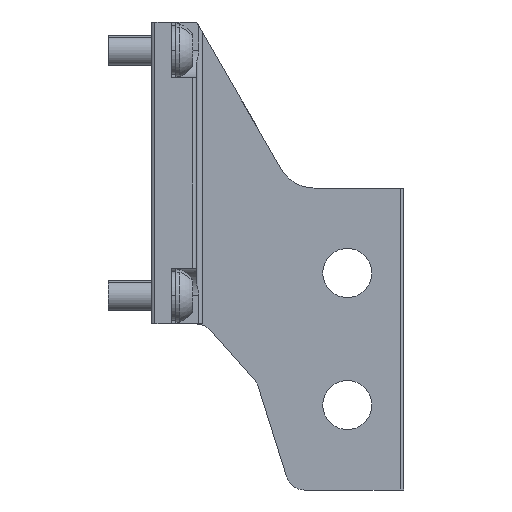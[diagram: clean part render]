
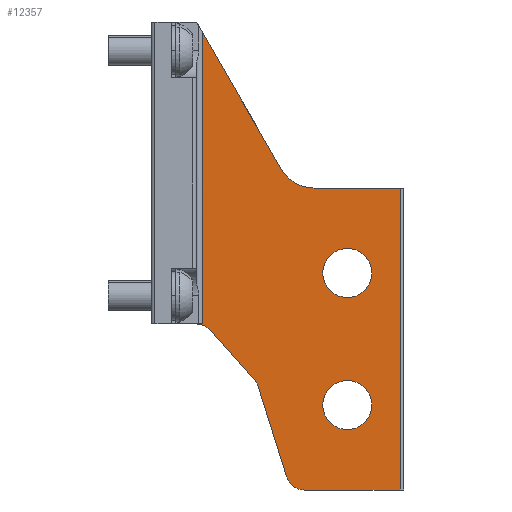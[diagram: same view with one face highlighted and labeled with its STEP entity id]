
A CAD part, left-side view. The second image highlights one B-rep face of the part: STEP entity #12357.
In plain terms, the highlighted planar face has unit normal (-1, 0, 0).
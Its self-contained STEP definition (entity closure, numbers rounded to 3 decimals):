
#10441=CARTESIAN_POINT('Axis2P3D Location',(-343.,-2.,27.)) ;
#10445=CARTESIAN_POINT('Vertex',(-343.,-2.,32.)) ;
#10447=CARTESIAN_POINT('Vertex',(-343.,-5.745,30.313)) ;
#10651=CARTESIAN_POINT('Axis2P3D Location',(-343.,-33.177,78.)) ;
#10655=CARTESIAN_POINT('Vertex',(-343.,-33.177,68.)) ;
#10657=CARTESIAN_POINT('Vertex',(-343.,-24.517,73.)) ;
#10712=CARTESIAN_POINT('Line Origine',(-343.,-44.588,68.)) ;
#10716=CARTESIAN_POINT('Vertex',(-343.,-56.,68.)) ;
#10738=CARTESIAN_POINT('Line Origine',(-343.,-56.,28.)) ;
#10742=CARTESIAN_POINT('Vertex',(-343.,-56.,-12.)) ;
#10769=CARTESIAN_POINT('Axis2P3D Location',(-343.,-42.,10.5)) ;
#10773=CARTESIAN_POINT('Vertex',(-343.,-42.,17.)) ;
#10775=CARTESIAN_POINT('Vertex',(-343.,-42.,4.)) ;
#10804=CARTESIAN_POINT('Axis2P3D Location',(-343.,-42.,10.5)) ;
#10826=CARTESIAN_POINT('Axis2P3D Location',(-343.,-42.,45.5)) ;
#10830=CARTESIAN_POINT('Vertex',(-343.,-42.,39.)) ;
#10832=CARTESIAN_POINT('Vertex',(-343.,-42.,52.)) ;
#10861=CARTESIAN_POINT('Axis2P3D Location',(-343.,-42.,45.5)) ;
#11378=CARTESIAN_POINT('Line Origine',(-343.,-43.333,-12.)) ;
#11382=CARTESIAN_POINT('Vertex',(-343.,-30.666,-12.)) ;
#11411=CARTESIAN_POINT('Axis2P3D Location',(-343.,-30.666,-7.)) ;
#11415=CARTESIAN_POINT('Vertex',(-343.,-25.898,-8.504)) ;
#11604=CARTESIAN_POINT('Line Origine',(-343.,-11.541,23.762)) ;
#11608=CARTESIAN_POINT('Vertex',(-343.,-17.336,17.211)) ;
#11628=CARTESIAN_POINT('Line Origine',(-343.,-22.129,3.449)) ;
#11632=CARTESIAN_POINT('Vertex',(-343.,-18.36,15.402)) ;
#11652=CARTESIAN_POINT('Axis2P3D Location',(-343.,-13.591,13.898)) ;
#12179=CARTESIAN_POINT('Line Origine',(-343.,-2.75,32.)) ;
#12183=CARTESIAN_POINT('Vertex',(-343.,-3.5,32.)) ;
#12306=CARTESIAN_POINT('Vertex',(-343.,-3.5,109.402)) ;
#12309=CARTESIAN_POINT('Line Origine',(-343.,-14.008,91.201)) ;
#12325=CARTESIAN_POINT('Axis2P3D Location',(-343.,-2.,112.)) ;
#12330=CARTESIAN_POINT('Line Origine',(-343.,-3.5,70.701)) ;
#10442=DIRECTION('Axis2P3D Direction',(-1.,0.,0.)) ;
#10652=DIRECTION('Axis2P3D Direction',(-1.,0.,0.)) ;
#10713=DIRECTION('Vector Direction',(0.,1.,0.)) ;
#10739=DIRECTION('Vector Direction',(0.,0.,-1.)) ;
#10770=DIRECTION('Axis2P3D Direction',(-1.,0.,0.)) ;
#10805=DIRECTION('Axis2P3D Direction',(-1.,0.,0.)) ;
#10827=DIRECTION('Axis2P3D Direction',(-1.,0.,0.)) ;
#10862=DIRECTION('Axis2P3D Direction',(-1.,0.,0.)) ;
#11379=DIRECTION('Vector Direction',(0.,-1.,0.)) ;
#11412=DIRECTION('Axis2P3D Direction',(1.,0.,0.)) ;
#11605=DIRECTION('Vector Direction',(0.,0.663,0.749)) ;
#11629=DIRECTION('Vector Direction',(0.,0.301,0.954)) ;
#11653=DIRECTION('Axis2P3D Direction',(1.,0.,0.)) ;
#12180=DIRECTION('Vector Direction',(0.,-1.,0.)) ;
#12310=DIRECTION('Vector Direction',(0.,-0.5,-0.866)) ;
#12326=DIRECTION('Axis2P3D Direction',(1.,0.,0.)) ;
#12327=DIRECTION('Axis2P3D XDirection',(0.,-1.,0.)) ;
#12331=DIRECTION('Vector Direction',(0.,0.,-1.)) ;
#10443=AXIS2_PLACEMENT_3D('Circle Axis2P3D',#10441,#10442,$) ;
#10653=AXIS2_PLACEMENT_3D('Circle Axis2P3D',#10651,#10652,$) ;
#10771=AXIS2_PLACEMENT_3D('Circle Axis2P3D',#10769,#10770,$) ;
#10806=AXIS2_PLACEMENT_3D('Circle Axis2P3D',#10804,#10805,$) ;
#10828=AXIS2_PLACEMENT_3D('Circle Axis2P3D',#10826,#10827,$) ;
#10863=AXIS2_PLACEMENT_3D('Circle Axis2P3D',#10861,#10862,$) ;
#11413=AXIS2_PLACEMENT_3D('Circle Axis2P3D',#11411,#11412,$) ;
#11654=AXIS2_PLACEMENT_3D('Circle Axis2P3D',#11652,#11653,$) ;
#12328=AXIS2_PLACEMENT_3D('Plane Axis2P3D',#12325,#12326,#12327) ;
#12336=ORIENTED_EDGE('',*,*,#12334,.F.) ;
#12337=ORIENTED_EDGE('',*,*,#12185,.T.) ;
#12338=ORIENTED_EDGE('',*,*,#10449,.T.) ;
#12339=ORIENTED_EDGE('',*,*,#11610,.F.) ;
#12340=ORIENTED_EDGE('',*,*,#11656,.T.) ;
#12341=ORIENTED_EDGE('',*,*,#11634,.T.) ;
#12342=ORIENTED_EDGE('',*,*,#11417,.F.) ;
#12343=ORIENTED_EDGE('',*,*,#11384,.F.) ;
#12344=ORIENTED_EDGE('',*,*,#10744,.F.) ;
#12345=ORIENTED_EDGE('',*,*,#10718,.T.) ;
#12346=ORIENTED_EDGE('',*,*,#10659,.T.) ;
#12347=ORIENTED_EDGE('',*,*,#12313,.F.) ;
#12350=ORIENTED_EDGE('',*,*,#10865,.T.) ;
#12351=ORIENTED_EDGE('',*,*,#10834,.T.) ;
#12354=ORIENTED_EDGE('',*,*,#10808,.T.) ;
#12355=ORIENTED_EDGE('',*,*,#10777,.T.) ;
#12352=FACE_BOUND('',#12349,.T.) ;
#12356=FACE_BOUND('',#12353,.T.) ;
#10714=VECTOR('Line Direction',#10713,1.) ;
#10740=VECTOR('Line Direction',#10739,1.) ;
#11380=VECTOR('Line Direction',#11379,1.) ;
#11606=VECTOR('Line Direction',#11605,1.) ;
#11630=VECTOR('Line Direction',#11629,1.) ;
#12181=VECTOR('Line Direction',#12180,1.) ;
#12311=VECTOR('Line Direction',#12310,1.) ;
#12332=VECTOR('Line Direction',#12331,1.) ;
#12357=ADVANCED_FACE('Body.2',(#12348,#12352,#12356),#12329,.F.) ;
#10444=CIRCLE('generated circle',#10443,5.) ;
#10654=CIRCLE('generated circle',#10653,10.) ;
#10772=CIRCLE('generated circle',#10771,6.5) ;
#10807=CIRCLE('generated circle',#10806,6.5) ;
#10829=CIRCLE('generated circle',#10828,6.5) ;
#10864=CIRCLE('generated circle',#10863,6.5) ;
#11414=CIRCLE('generated circle',#11413,5.) ;
#11655=CIRCLE('generated circle',#11654,5.) ;
#10449=EDGE_CURVE('',#10446,#10448,#10444,.F.) ;
#10659=EDGE_CURVE('',#10656,#10658,#10654,.F.) ;
#10718=EDGE_CURVE('',#10717,#10656,#10715,.T.) ;
#10744=EDGE_CURVE('',#10717,#10743,#10741,.T.) ;
#10777=EDGE_CURVE('',#10774,#10776,#10772,.F.) ;
#10808=EDGE_CURVE('',#10776,#10774,#10807,.F.) ;
#10834=EDGE_CURVE('',#10831,#10833,#10829,.F.) ;
#10865=EDGE_CURVE('',#10833,#10831,#10864,.F.) ;
#11384=EDGE_CURVE('',#10743,#11383,#11381,.F.) ;
#11417=EDGE_CURVE('',#11383,#11416,#11414,.T.) ;
#11610=EDGE_CURVE('',#11609,#10448,#11607,.T.) ;
#11634=EDGE_CURVE('',#11633,#11416,#11631,.F.) ;
#11656=EDGE_CURVE('',#11609,#11633,#11655,.T.) ;
#12185=EDGE_CURVE('',#12184,#10446,#12182,.F.) ;
#12313=EDGE_CURVE('',#12307,#10658,#12312,.T.) ;
#12334=EDGE_CURVE('',#12184,#12307,#12333,.F.) ;
#12335=EDGE_LOOP('',(#12336,#12337,#12338,#12339,#12340,#12341,#12342,#12343,#12344,#12345,#12346,#12347)) ;
#12349=EDGE_LOOP('',(#12350,#12351)) ;
#12353=EDGE_LOOP('',(#12354,#12355)) ;
#12348=FACE_OUTER_BOUND('',#12335,.T.) ;
#10715=LINE('Line',#10712,#10714) ;
#10741=LINE('Line',#10738,#10740) ;
#11381=LINE('Line',#11378,#11380) ;
#11607=LINE('Line',#11604,#11606) ;
#11631=LINE('Line',#11628,#11630) ;
#12182=LINE('Line',#12179,#12181) ;
#12312=LINE('Line',#12309,#12311) ;
#12333=LINE('Line',#12330,#12332) ;
#12329=PLANE('',#12328) ;
#10446=VERTEX_POINT('',#10445) ;
#10448=VERTEX_POINT('',#10447) ;
#10656=VERTEX_POINT('',#10655) ;
#10658=VERTEX_POINT('',#10657) ;
#10717=VERTEX_POINT('',#10716) ;
#10743=VERTEX_POINT('',#10742) ;
#10774=VERTEX_POINT('',#10773) ;
#10776=VERTEX_POINT('',#10775) ;
#10831=VERTEX_POINT('',#10830) ;
#10833=VERTEX_POINT('',#10832) ;
#11383=VERTEX_POINT('',#11382) ;
#11416=VERTEX_POINT('',#11415) ;
#11609=VERTEX_POINT('',#11608) ;
#11633=VERTEX_POINT('',#11632) ;
#12184=VERTEX_POINT('',#12183) ;
#12307=VERTEX_POINT('',#12306) ;
